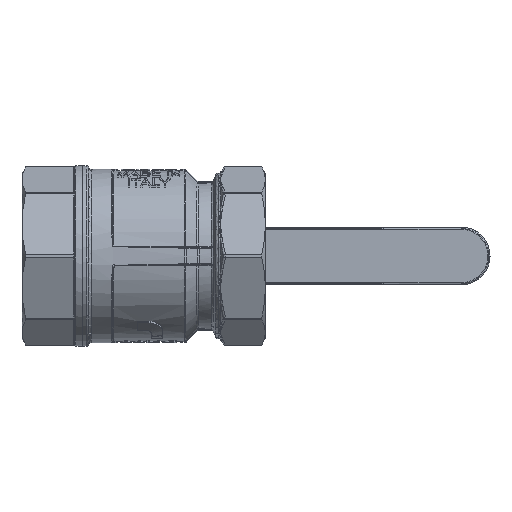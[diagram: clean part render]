
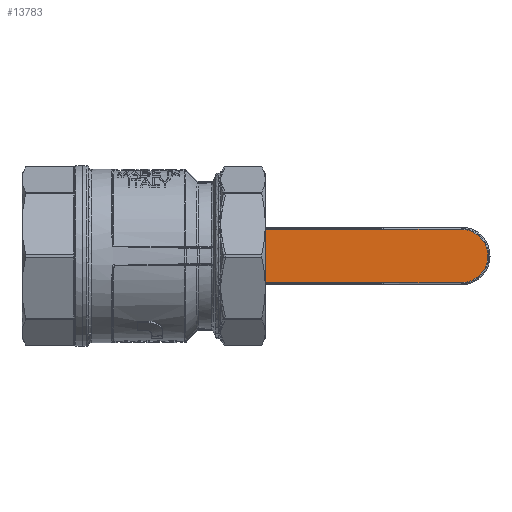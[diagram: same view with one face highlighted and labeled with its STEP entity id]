
A CAD part, front view. The second image highlights one B-rep face of the part: STEP entity #13783.
In plain terms, the highlighted planar face has unit normal (0, -1, 0).
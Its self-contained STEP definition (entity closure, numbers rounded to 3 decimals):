
#2312 = CARTESIAN_POINT ( 'NONE',  ( 135.792, 77.8, 5.355 ) ) ;
#4251 = ORIENTED_EDGE ( 'NONE', *, *, #19465, .F. ) ;
#4723 = VERTEX_POINT ( 'NONE', #44005 ) ;
#6163 = CARTESIAN_POINT ( 'NONE',  ( 131.855, 77.8, -9.292 ) ) ;
#7227 = CARTESIAN_POINT ( 'NONE',  ( 129.283, 77.8, 10.357 ) ) ;
#7502 = ORIENTED_EDGE ( 'NONE', *, *, #43891, .T. ) ;
#9302 = CARTESIAN_POINT ( 'NONE',  ( 133.035, 77.8, -8.504 ) ) ;
#10110 = VERTEX_POINT ( 'NONE', #56604 ) ;
#10929 = CARTESIAN_POINT ( 'NONE',  ( 137.134, 77.8, -1.392 ) ) ;
#11866 = ORIENTED_EDGE ( 'NONE', *, *, #54385, .T. ) ;
#13783 = ADVANCED_FACE ( 'NONE', ( #25323 ), #18882, .T. ) ;
#14618 = CARTESIAN_POINT ( 'NONE',  ( 45.334, 77.8, 10.634 ) ) ;
#17012 = EDGE_CURVE ( 'NONE', #4723, #21564, #35709, .T. ) ;
#18882 = PLANE ( 'NONE',  #50357 ) ;
#19215 = B_SPLINE_CURVE_WITH_KNOTS ( 'NONE', 3,
 ( #47733, #56563, #38454, #42598 ),
 .UNSPECIFIED., .F., .F.,
 ( 4, 4 ),
 ( 0., 1. ),
 .UNSPECIFIED. ) ;
#19465 = EDGE_CURVE ( 'NONE', #4723, #10110, #39259, .T. ) ;
#20010 = CARTESIAN_POINT ( 'NONE',  ( 136.857, 77.8, -2.783 ) ) ;
#20400 = CARTESIAN_POINT ( 'NONE',  ( 127.892, 77.8, 10.634 ) ) ;
#21564 = VERTEX_POINT ( 'NONE', #14618 ) ;
#22334 = ORIENTED_EDGE ( 'NONE', *, *, #17012, .T. ) ;
#22812 = CARTESIAN_POINT ( 'NONE',  ( 129.283, 77.8, -10.357 ) ) ;
#24127 = CARTESIAN_POINT ( 'NONE',  ( 126.5, 77.8, -10.634 ) ) ;
#24547 = CARTESIAN_POINT ( 'NONE',  ( 135.792, 77.8, -5.355 ) ) ;
#25323 = FACE_OUTER_BOUND ( 'NONE', #49778, .T. ) ;
#26909 = CARTESIAN_POINT ( 'NONE',  ( 72.389, 77.8, -10.634 ) ) ;
#26923 = CARTESIAN_POINT ( 'NONE',  ( 45.334, 77.8, 10.634 ) ) ;
#27919 = DIRECTION ( 'NONE',  ( 0., -1., 0. ) ) ;
#33357 = CARTESIAN_POINT ( 'NONE',  ( 135.004, 77.8, 6.535 ) ) ;
#33561 = CARTESIAN_POINT ( 'NONE',  ( 137.134, 77.8, 1.392 ) ) ;
#33961 = CARTESIAN_POINT ( 'NONE',  ( 133.035, 77.8, 8.504 ) ) ;
#35709 = B_SPLINE_CURVE_WITH_KNOTS ( 'NONE', 3,
 ( #57828, #49003, #35748, #26923 ),
 .UNSPECIFIED., .F., .F.,
 ( 4, 4 ),
 ( 0., 1. ),
 .UNSPECIFIED. ) ;
#35748 = CARTESIAN_POINT ( 'NONE',  ( 72.389, 77.8, 10.634 ) ) ;
#36164 = DIRECTION ( 'NONE',  ( 0., 0., -1. ) ) ;
#37910 = CARTESIAN_POINT ( 'NONE',  ( 136.857, 77.8, 2.783 ) ) ;
#38105 = CARTESIAN_POINT ( 'NONE',  ( 135.004, 77.8, -6.535 ) ) ;
#38454 = CARTESIAN_POINT ( 'NONE',  ( 45.334, 77.8, -3.545 ) ) ;
#39259 = B_SPLINE_CURVE_WITH_KNOTS ( 'NONE', 3,
 ( #47395, #20400, #7227, #56227, #33961, #33357, #2312, #37910, #33561, #10929, #20010, #24547, #38105, #9302, #6163, #22812, #54710, #57049 ),
 .UNSPECIFIED., .F., .F.,
 ( 4, 2, 2, 2, 2, 2, 2, 2, 4 ),
 ( 0., 0.125, 0.25, 0.375, 0.5, 0.625, 0.75, 0.875, 1. ),
 .UNSPECIFIED. ) ;
#39438 = VERTEX_POINT ( 'NONE', #54954 ) ;
#41471 = CARTESIAN_POINT ( 'NONE',  ( 99.445, 77.8, -10.634 ) ) ;
#42598 = CARTESIAN_POINT ( 'NONE',  ( 45.334, 77.8, -10.634 ) ) ;
#43891 = EDGE_CURVE ( 'NONE', #21564, #39438, #19215, .T. ) ;
#44005 = CARTESIAN_POINT ( 'NONE',  ( 126.5, 77.8, 10.634 ) ) ;
#45456 = CARTESIAN_POINT ( 'NONE',  ( 126.5, 77.8, 0. ) ) ;
#47395 = CARTESIAN_POINT ( 'NONE',  ( 126.5, 77.8, 10.634 ) ) ;
#47733 = CARTESIAN_POINT ( 'NONE',  ( 45.334, 77.8, 10.634 ) ) ;
#49003 = CARTESIAN_POINT ( 'NONE',  ( 99.445, 77.8, 10.634 ) ) ;
#49778 = EDGE_LOOP ( 'NONE', ( #4251, #22334, #7502, #11866 ) ) ;
#50357 = AXIS2_PLACEMENT_3D ( 'NONE', #45456, #27919, #36164 ) ;
#53897 = CARTESIAN_POINT ( 'NONE',  ( 45.334, 77.8, -10.634 ) ) ;
#54385 = EDGE_CURVE ( 'NONE', #39438, #10110, #56764, .T. ) ;
#54710 = CARTESIAN_POINT ( 'NONE',  ( 127.892, 77.8, -10.634 ) ) ;
#54954 = CARTESIAN_POINT ( 'NONE',  ( 45.334, 77.8, -10.634 ) ) ;
#56227 = CARTESIAN_POINT ( 'NONE',  ( 131.855, 77.8, 9.292 ) ) ;
#56563 = CARTESIAN_POINT ( 'NONE',  ( 45.334, 77.8, 3.545 ) ) ;
#56604 = CARTESIAN_POINT ( 'NONE',  ( 126.5, 77.8, -10.634 ) ) ;
#56764 = B_SPLINE_CURVE_WITH_KNOTS ( 'NONE', 3,
 ( #53897, #26909, #41471, #24127 ),
 .UNSPECIFIED., .F., .F.,
 ( 4, 4 ),
 ( 0., 1. ),
 .UNSPECIFIED. ) ;
#57049 = CARTESIAN_POINT ( 'NONE',  ( 126.5, 77.8, -10.634 ) ) ;
#57828 = CARTESIAN_POINT ( 'NONE',  ( 126.5, 77.8, 10.634 ) ) ;
